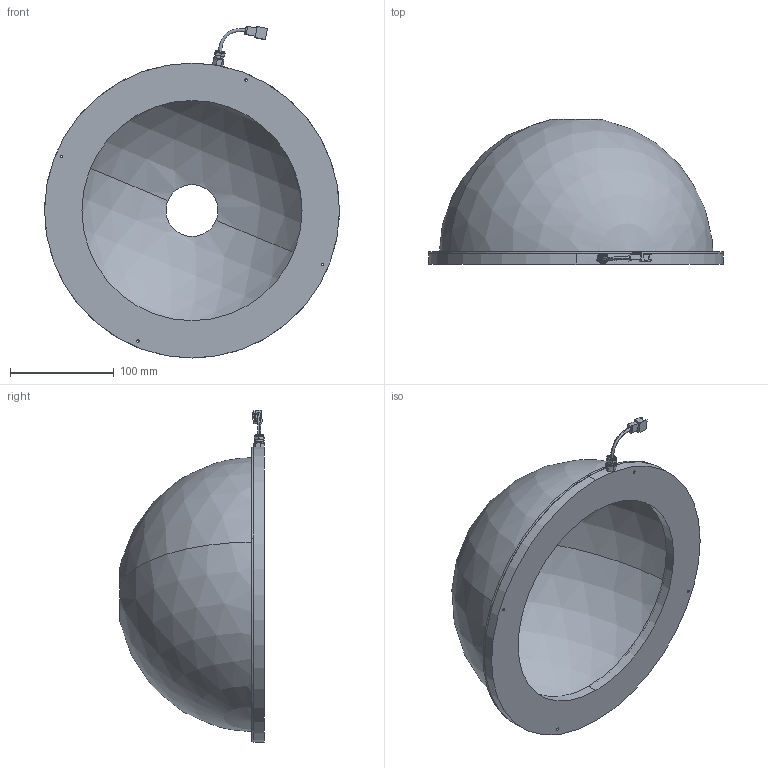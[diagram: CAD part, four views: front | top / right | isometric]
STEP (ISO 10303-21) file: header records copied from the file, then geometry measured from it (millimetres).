
FILE_DESCRIPTION (( 'STEP AP214' ), '1' );
FILE_NAME ('LT4WRG250-00-1-R-24V-ASSEMBLY.STEP', '2018-06-06T06:34:12', ( '' ), ( '' ), 'SwSTEP 2.0', 'SolidWorks 2016', '' );
FILE_SCHEMA (( 'AUTOMOTIVE_DESIGN' ));
Length unit declared in the file: millimetre
Products named in the file (12): IDS4-00-250-1-X-24V-01(REV03) BASE PLATE___; M6X0.5 CABLE CLAMP B; 24V CONNECTER; M5-24V CABLE___; IDS4-00-250-1-X-24V-PCB WITH LED; IDS4 - PCB; LT4WRG250-00-1-R-24V-ASSEMBLY; M6X0.5 CABLE CLAMP A; CABLE 3MM; IDS4-00-250-1-X-24V-02 (CASING)___; M6X0.5 CABLE CLAMP; IDS4-00-250-1-X-24V-03 (TOP PLATE)
Assembly tree (11 placements, depth 4):
  LT4WRG250-00-1-R-24V-ASSEMBLY
    IDS4-00-250-1-X-24V-PCB WITH LED
      IDS4 - PCB
    IDS4-00-250-1-X-24V-02 (CASING)___
    M5-24V CABLE___
      CABLE 3MM
      24V CONNECTER
      M6X0.5 CABLE CLAMP
        M6X0.5 CABLE CLAMP A
        M6X0.5 CABLE CLAMP B
    IDS4-00-250-1-X-24V-03 (TOP PLATE)
    IDS4-00-250-1-X-24V-01(REV03) BASE PLATE___
Bounding box: 284 x 139.44 x 319.73 mm (x, y, z)
Volume: 419201 mm3; surface area: 361774.5 mm2
Topology: 8 solids, 8 shells, 284 faces, 730 edges, 454 vertices
Faces by surface type: cylinder 127, plane 97, cone 48, sphere 6, torus 4, bspline 2
Entity records: 9752 total; most frequent: CARTESIAN_POINT 1831, DIRECTION 1560, ORIENTED_EDGE 1382, EDGE_CURVE 691, AXIS2_PLACEMENT_3D 594, VERTEX_POINT 445, EDGE_LOOP 382, VECTOR 372
